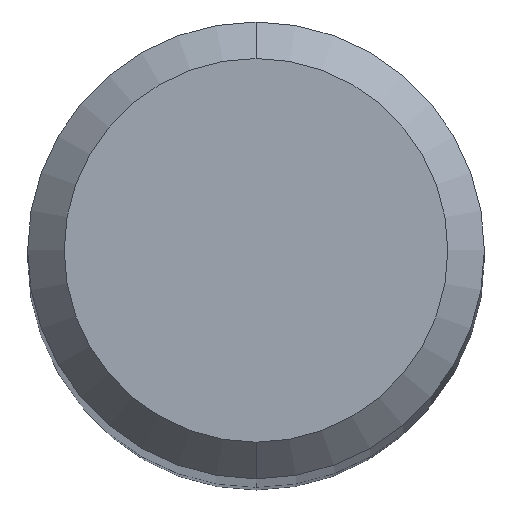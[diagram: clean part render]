
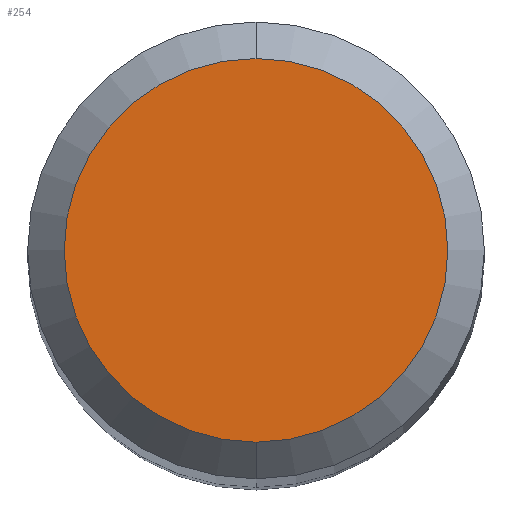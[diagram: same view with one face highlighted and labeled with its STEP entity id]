
A CAD part, top view. The second image highlights one B-rep face of the part: STEP entity #254.
In plain terms, the highlighted planar face has unit normal (0, 0, 1).
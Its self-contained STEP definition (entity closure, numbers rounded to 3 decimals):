
#194=VERTEX_POINT('',#405);
#198=VERTEX_POINT('',#410);
#254=ADVANCED_FACE('',(#475),#476,.T.);
#278=EDGE_CURVE('',#198,#194,#503,.T.);
#290=EDGE_CURVE('',#194,#198,#517,.T.);
#405=CARTESIAN_POINT('',(0.0,1.05,25.53));
#410=CARTESIAN_POINT('',(0.,-1.05,25.53));
#475=FACE_OUTER_BOUND('',#740,.T.);
#476=PLANE('',#741);
#503=CIRCLE('',#773,1.05);
#517=CIRCLE('',#792,1.05);
#740=EDGE_LOOP('',(#1008,#1009));
#741=AXIS2_PLACEMENT_3D('',#1010,#1011,#1012);
#773=AXIS2_PLACEMENT_3D('',#1048,#1049,#1050);
#792=AXIS2_PLACEMENT_3D('',#1066,#1067,#1068);
#1008=ORIENTED_EDGE('',*,*,#290,.F.);
#1009=ORIENTED_EDGE('',*,*,#278,.F.);
#1010=CARTESIAN_POINT('',(0.0,0.525,25.53));
#1011=DIRECTION('',(-0.0,0.0,1.0));
#1012=DIRECTION('',(0.0,-1.0,0.0));
#1048=CARTESIAN_POINT('',(0.0,0.0,25.53));
#1049=DIRECTION('',(0.0,0.0,-1.0));
#1050=DIRECTION('',(0.0,1.0,0.0));
#1066=CARTESIAN_POINT('',(0.0,0.0,25.53));
#1067=DIRECTION('',(0.0,0.0,-1.0));
#1068=DIRECTION('',(0.0,1.0,0.0));
